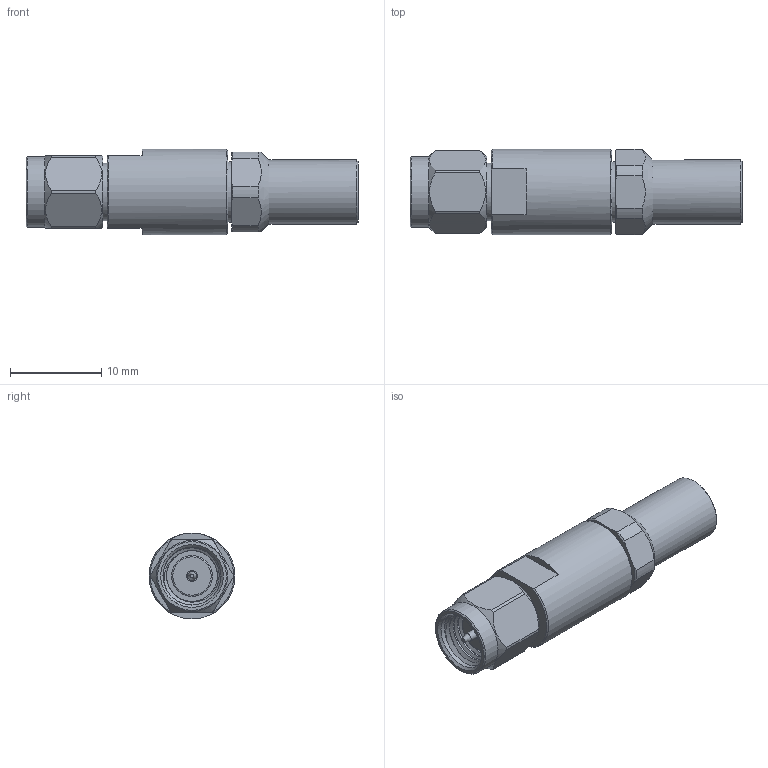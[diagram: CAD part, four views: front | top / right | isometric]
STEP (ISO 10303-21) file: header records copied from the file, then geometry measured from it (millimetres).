
FILE_DESCRIPTION (( 'STEP AP203' ), '1' );
FILE_NAME ('PE44826.step', '2020-03-12T15:41:07', ( '' ), ( '' ), 'SwSTEP 2.0', 'SolidWorks 2018', '' );
FILE_SCHEMA (( 'CONFIG_CONTROL_DESIGN' ));
Length unit declared in the file: inch
Products named in the file (1): PE44826
Bounding box: 36.32 x 9.4 x 9.4 mm (x, y, z)
Volume: 1708 mm3; surface area: 1486.1 mm2
Topology: 1 solids, 1 shells, 78 faces, 207 edges, 140 vertices
Faces by surface type: cylinder 28, plane 27, cone 19, bspline 4
Full cylindrical faces by diameter (mm): 0.94 x1, 1.194 x1, 4.445 x1, 5.08 x1, 6.281 x1, 6.35 x6, 6.593 x1, 7.01 x1, 7.762 x1, 9.398 x1
Entity records: 4373 total; most frequent: CARTESIAN_POINT 2646, ORIENTED_EDGE 354, DIRECTION 306, EDGE_CURVE 177, VERTEX_POINT 135, AXIS2_PLACEMENT_3D 133, EDGE_LOOP 100, FACE_OUTER_BOUND 83
